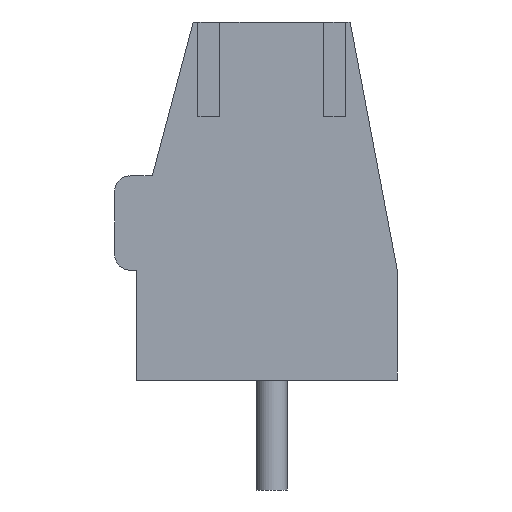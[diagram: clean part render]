
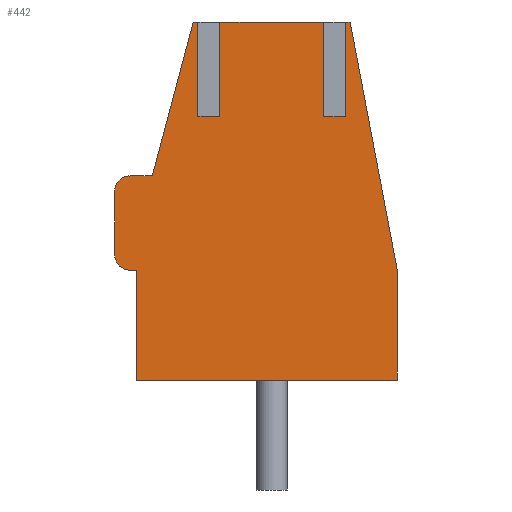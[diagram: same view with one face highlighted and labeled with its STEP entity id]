
A CAD part, front view. The second image highlights one B-rep face of the part: STEP entity #442.
In plain terms, the highlighted planar face has unit normal (0, -1, 0).
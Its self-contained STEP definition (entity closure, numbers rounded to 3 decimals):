
#13=DIRECTION('',(0.,0.,1.));
#14=DIRECTION('',(1.,0.,0.));
#72=VERTEX_POINT('',#73);
#73=CARTESIAN_POINT('',(4.,-25.,0.));
#76=DIRECTION('',(0.,-1.,0.));
#77=ORIENTED_EDGE('',*,*,#78,.T.);
#78=EDGE_CURVE('',#72,#79,#81,.T.);
#79=VERTEX_POINT('',#80);
#80=CARTESIAN_POINT('',(4.,-25.,3.5));
#81=LINE('',#73,#82);
#82=VECTOR('',#13,1.);
#93=DIRECTION('',(-1.,0.,0.));
#102=VECTOR('',#14,1.);
#114=VECTOR('',#93,1.);
#357=VERTEX_POINT('',#358);
#358=CARTESIAN_POINT('',(-4.3,-25.,0.));
#359=ORIENTED_EDGE('',*,*,#360,.T.);
#360=EDGE_CURVE('',#357,#72,#361,.T.);
#361=LINE('',#358,#102);
#369=ORIENTED_EDGE('',*,*,#370,.T.);
#370=EDGE_CURVE('',#79,#371,#373,.T.);
#371=VERTEX_POINT('',#372);
#372=CARTESIAN_POINT('',(2.5,-25.,11.4));
#373=LINE('',#80,#374);
#374=VECTOR('',#375,1.);
#375=DIRECTION('',(-0.187,0.,0.982));
#402=VECTOR('',#403,1.);
#403=DIRECTION('',(-0.256,0.,-0.967));
#421=VECTOR('',#422,1.);
#422=DIRECTION('',(0.,0.,-1.));
#442=ADVANCED_FACE('',(#443),#531,.T.);
#443=FACE_BOUND('',#444,.T.);
#444=EDGE_LOOP('',(#445,#359,#77,#369,#450,#455,#461,#467,#473,#477,#483,#489,#495,#499,#504,#509,#516,#521,#528));
#445=ORIENTED_EDGE('',*,*,#446,.T.);
#446=EDGE_CURVE('',#447,#357,#449,.T.);
#447=VERTEX_POINT('',#448);
#448=CARTESIAN_POINT('',(-4.3,-25.,3.5));
#449=LINE('',#448,#421);
#450=ORIENTED_EDGE('',*,*,#451,.T.);
#451=EDGE_CURVE('',#371,#452,#454,.T.);
#452=VERTEX_POINT('',#453);
#453=CARTESIAN_POINT('',(2.35,-25.,11.4));
#454=LINE('',#372,#114);
#455=ORIENTED_EDGE('',*,*,#456,.F.);
#456=EDGE_CURVE('',#457,#452,#459,.T.);
#457=VERTEX_POINT('',#458);
#458=CARTESIAN_POINT('',(2.35,-25.,8.4));
#459=LINE('',#460,#82);
#460=CARTESIAN_POINT('',(2.35,-25.,6.809));
#461=ORIENTED_EDGE('',*,*,#462,.T.);
#462=EDGE_CURVE('',#457,#463,#465,.T.);
#463=VERTEX_POINT('',#464);
#464=CARTESIAN_POINT('',(1.65,-25.,8.4));
#465=LINE('',#466,#114);
#466=CARTESIAN_POINT('',(0.648,-25.,8.4));
#467=ORIENTED_EDGE('',*,*,#468,.T.);
#468=EDGE_CURVE('',#463,#469,#471,.T.);
#469=VERTEX_POINT('',#470);
#470=CARTESIAN_POINT('',(1.65,-25.,11.4));
#471=LINE('',#472,#82);
#472=CARTESIAN_POINT('',(1.65,-25.,6.809));
#473=ORIENTED_EDGE('',*,*,#474,.T.);
#474=EDGE_CURVE('',#469,#475,#454,.T.);
#475=VERTEX_POINT('',#476);
#476=CARTESIAN_POINT('',(-1.65,-25.,11.4));
#477=ORIENTED_EDGE('',*,*,#478,.F.);
#478=EDGE_CURVE('',#479,#475,#481,.T.);
#479=VERTEX_POINT('',#480);
#480=CARTESIAN_POINT('',(-1.65,-25.,8.4));
#481=LINE('',#482,#82);
#482=CARTESIAN_POINT('',(-1.65,-25.,6.809));
#483=ORIENTED_EDGE('',*,*,#484,.T.);
#484=EDGE_CURVE('',#479,#485,#487,.T.);
#485=VERTEX_POINT('',#486);
#486=CARTESIAN_POINT('',(-2.35,-25.,8.4));
#487=LINE('',#488,#114);
#488=CARTESIAN_POINT('',(-1.352,-25.,8.4));
#489=ORIENTED_EDGE('',*,*,#490,.T.);
#490=EDGE_CURVE('',#485,#491,#493,.T.);
#491=VERTEX_POINT('',#492);
#492=CARTESIAN_POINT('',(-2.35,-25.,11.4));
#493=LINE('',#494,#82);
#494=CARTESIAN_POINT('',(-2.35,-25.,6.809));
#495=ORIENTED_EDGE('',*,*,#496,.T.);
#496=EDGE_CURVE('',#491,#497,#454,.T.);
#497=VERTEX_POINT('',#498);
#498=CARTESIAN_POINT('',(-2.5,-25.,11.4));
#499=ORIENTED_EDGE('',*,*,#500,.T.);
#500=EDGE_CURVE('',#497,#501,#503,.T.);
#501=VERTEX_POINT('',#502);
#502=CARTESIAN_POINT('',(-3.8,-25.,6.5));
#503=LINE('',#498,#402);
#504=ORIENTED_EDGE('',*,*,#505,.T.);
#505=EDGE_CURVE('',#501,#506,#508,.T.);
#506=VERTEX_POINT('',#507);
#507=CARTESIAN_POINT('',(-4.5,-25.,6.5));
#508=LINE('',#502,#114);
#509=ORIENTED_EDGE('',*,*,#510,.T.);
#510=EDGE_CURVE('',#506,#511,#513,.T.);
#511=VERTEX_POINT('',#512);
#512=CARTESIAN_POINT('',(-5.,-25.,6.));
#513=ELLIPSE('',#514,0.5,0.5);
#514=AXIS2_PLACEMENT_3D('',#515,#76,#14);
#515=CARTESIAN_POINT('',(-4.5,-25.,6.));
#516=ORIENTED_EDGE('',*,*,#517,.T.);
#517=EDGE_CURVE('',#511,#518,#520,.T.);
#518=VERTEX_POINT('',#519);
#519=CARTESIAN_POINT('',(-5.,-25.,4.));
#520=LINE('',#512,#421);
#521=ORIENTED_EDGE('',*,*,#522,.T.);
#522=EDGE_CURVE('',#518,#523,#525,.T.);
#523=VERTEX_POINT('',#524);
#524=CARTESIAN_POINT('',(-4.5,-25.,3.5));
#525=ELLIPSE('',#526,0.5,0.5);
#526=AXIS2_PLACEMENT_3D('',#527,#76,#14);
#527=CARTESIAN_POINT('',(-4.5,-25.,4.));
#528=ORIENTED_EDGE('',*,*,#529,.T.);
#529=EDGE_CURVE('',#523,#447,#530,.T.);
#530=LINE('',#524,#102);
#531=PLANE('',#532);
#532=AXIS2_PLACEMENT_3D('',#533,#76,#422);
#533=CARTESIAN_POINT('',(-0.354,-25.,5.217));
